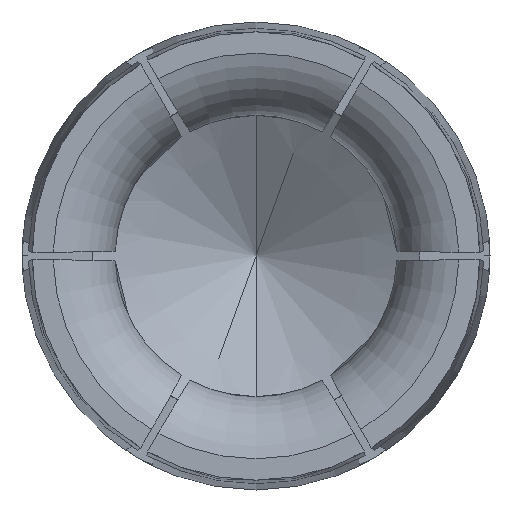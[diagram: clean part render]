
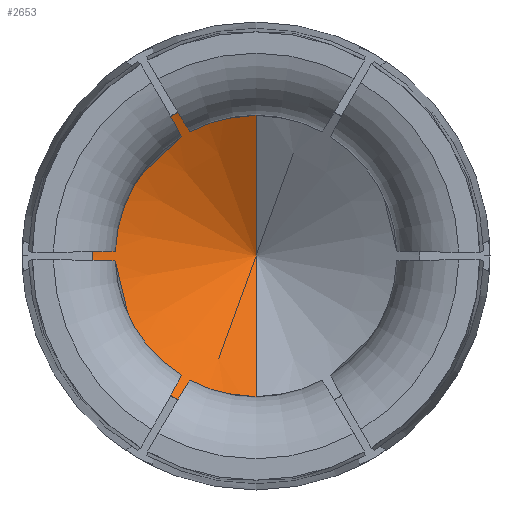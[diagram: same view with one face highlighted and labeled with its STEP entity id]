
A CAD part, front view. The second image highlights one B-rep face of the part: STEP entity #2653.
In plain terms, the highlighted conical face has half-angle 60 degrees and reference radius 1.071 mm.
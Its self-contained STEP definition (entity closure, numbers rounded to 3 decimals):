
#1227=DIRECTION('',(0.,0.5,0.866));
#1228=VECTOR('',#1227,2.425);
#1229=CARTESIAN_POINT('',(0.,10.3,-2.1));
#1230=LINE('',#1229,#1228);
#1234=CARTESIAN_POINT('',(0.,10.3,0.));
#1235=DIRECTION('',(0.,1.,0.));
#1236=DIRECTION('',(0.,0.,-1.));
#1237=AXIS2_PLACEMENT_3D('',#1234,#1235,#1236);
#1242=DIRECTION('',(0.,0.5,-0.866));
#1243=VECTOR('',#1242,2.425);
#1244=CARTESIAN_POINT('',(0.,10.3,2.1));
#1245=LINE('',#1244,#1243);
#1427=CARTESIAN_POINT('',(0.,10.3,-2.1));
#1428=CARTESIAN_POINT('',(0.,11.512,0.));
#1429=VERTEX_POINT('',#1427);
#1430=VERTEX_POINT('',#1428);
#1433=CARTESIAN_POINT('',(0.,10.3,2.1));
#1434=VERTEX_POINT('',#1433);
#2641=CARTESIAN_POINT('',(0.,10.894,0.));
#2642=DIRECTION('',(0.,-1.,0.));
#2643=DIRECTION('',(0.,0.,1.));
#2644=AXIS2_PLACEMENT_3D('',#2641,#2642,#2643);
#2645=CONICAL_SURFACE('',#2644,1.071,60.);
#2647=ORIENTED_EDGE('',*,*,#2646,.F.);
#2648=ORIENTED_EDGE('',*,*,#2580,.T.);
#2650=ORIENTED_EDGE('',*,*,#2649,.T.);
#2651=EDGE_LOOP('',(#2647,#2648,#2650));
#2652=FACE_OUTER_BOUND('',#2651,.F.);
#1238=CIRCLE('',#1237,2.1);
#2580=EDGE_CURVE('',#1429,#1434,#1238,.T.);
#2646=EDGE_CURVE('',#1429,#1430,#1230,.T.);
#2649=EDGE_CURVE('',#1434,#1430,#1245,.T.);
#2653=ADVANCED_FACE('',(#2652),#2645,.F.);
